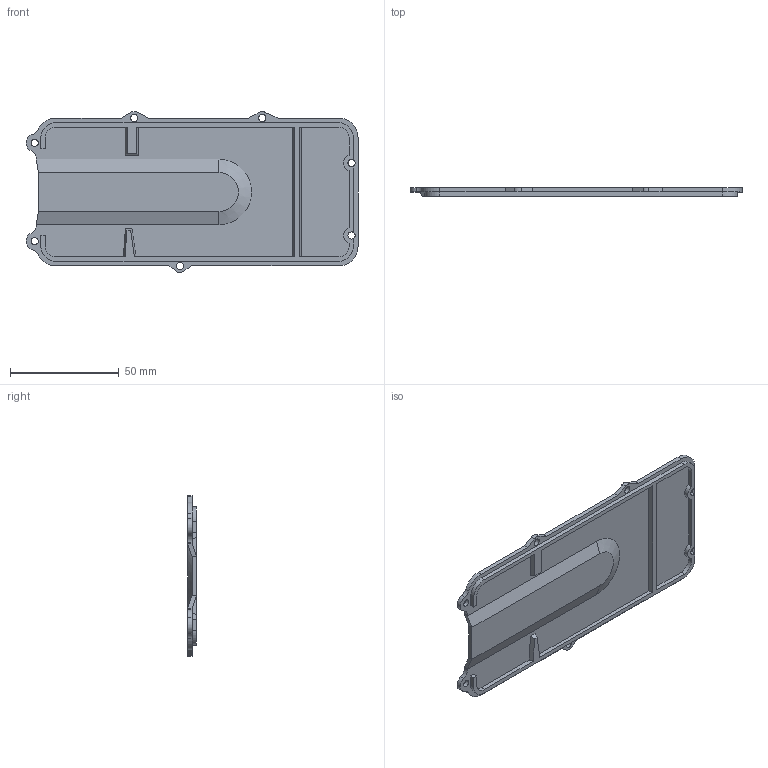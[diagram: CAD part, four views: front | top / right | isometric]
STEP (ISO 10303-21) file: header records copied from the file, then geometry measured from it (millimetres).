
FILE_DESCRIPTION(/* description */ (''),/* implementation_level */ '2;1');
FILE_NAME(/* name */ 'lid.step',/* time_stamp */ '2018-01-28T15:38:02+11:00',/* author */ (''),/* organization */ (''),/* preprocessor_version */ 'ST-DEVELOPER v16.13',/* originating_system */ 'Autodesk Translation Framework v6.5.0.72',/* authorisation */ '');
FILE_SCHEMA (('AUTOMOTIVE_DESIGN { 1 0 10303 214 3 1 1 }'));
Length unit declared in the file: millimetre
Products named in the file (1): lid
Bounding box: 152.74 x 4 x 74 mm (x, y, z)
Volume: 22156.5 mm3; surface area: 22899.5 mm2
Topology: 1 solids, 1 shells, 87 faces, 251 edges, 166 vertices
Faces by surface type: plane 55, cylinder 30, cone 2
Full cylindrical faces by diameter (mm): 3.3 x7
Entity records: 2926 total; most frequent: CARTESIAN_POINT 505, ORIENTED_EDGE 502, DIRECTION 499, EDGE_CURVE 251, LINE 179, VECTOR 179, VERTEX_POINT 166, AXIS2_PLACEMENT_3D 160
